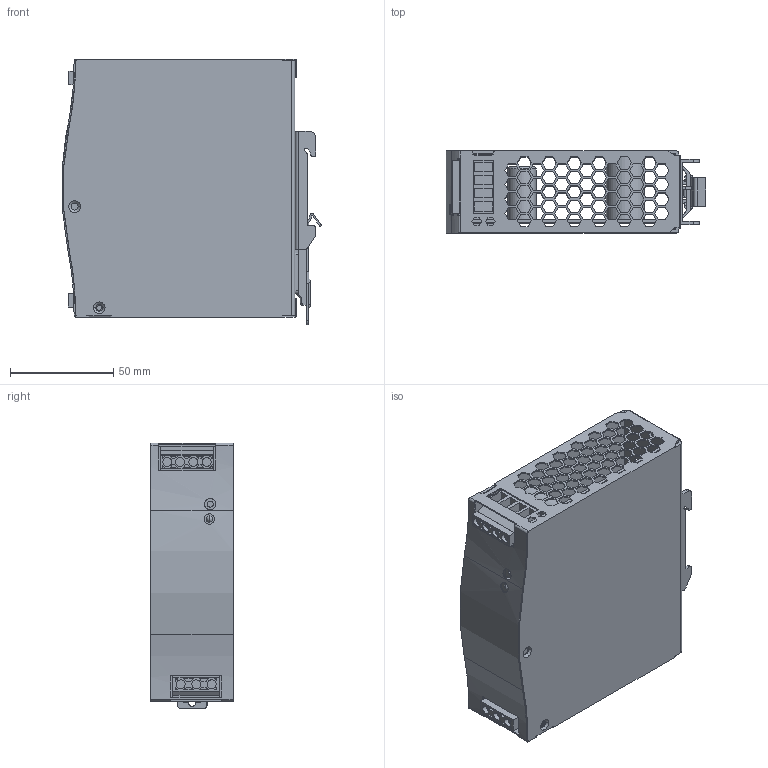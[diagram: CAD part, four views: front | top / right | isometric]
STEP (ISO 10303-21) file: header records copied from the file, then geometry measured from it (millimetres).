
FILE_DESCRIPTION(/* description */ (''),/* implementation_level */ '2;1');
FILE_NAME(/* name */ 'MSR-120.stp',/* time_stamp */ '2023-07-21T14:56:58+08:00',/* author */ (''),/* organization */ (''),/* preprocessor_version */ 'ST-DEVELOPER v19.3',/* originating_system */ 'SIEMENS PLM Software NX2212.3001',/* authorisation */ '');
FILE_SCHEMA (('AP203_CONFIGURATION_CONTROLLED_3D_DESIGN_OF_MECHANICAL_PARTS_AND_ASSEMBLIES_MIM_LF { 1 0 10303 403 2 1 2}'));
Length unit declared in the file: millimetre
Products named in the file (8): _S__W_S___; PCB1; 15.1; 15.3-3; 15.2; KT; AZP; MSR-120_stp
Assembly tree (7 placements, depth 3):
  MSR-120_stp
    AZP
      15.2
      15.3-3
      15.1
    KT
      PCB1
      _S__W_S___
Bounding box: 125.92 x 40 x 128.96 mm (x, y, z)
Volume: 114470.1 mm3; surface area: 138690.1 mm2
Topology: 5 solids, 5 shells, 1562 faces, 4470 edges, 2947 vertices
Faces by surface type: plane 1234, cylinder 266, torus 30, cone 28, bspline 4
Entity records: 118871 total; most frequent: CARTESIAN_POINT 76054, ORIENTED_EDGE 8940, DIRECTION 8139, EDGE_CURVE 4470, LINE 3753, VECTOR 3753, VERTEX_POINT 2947, AXIS2_PLACEMENT_3D 2193
